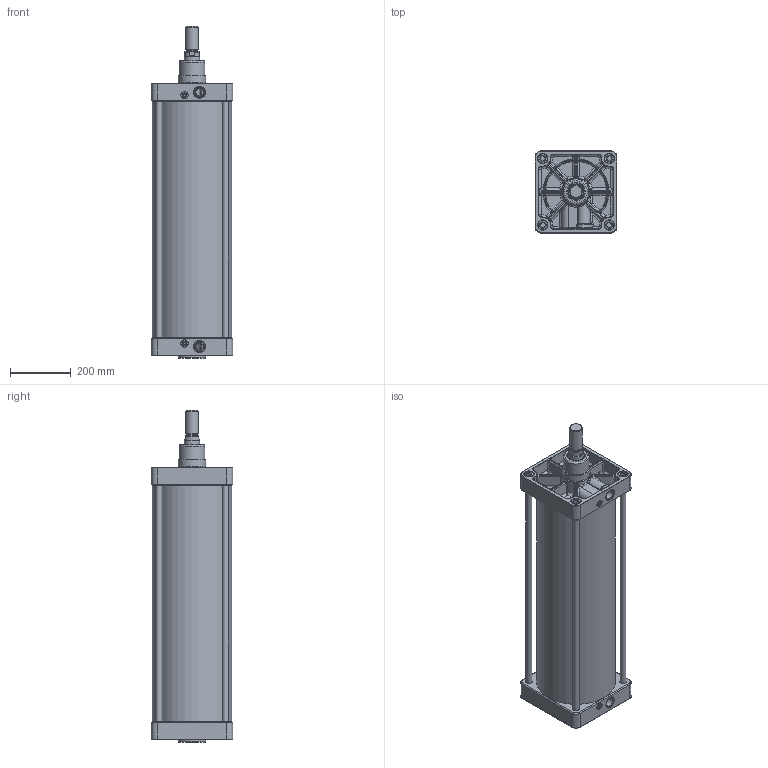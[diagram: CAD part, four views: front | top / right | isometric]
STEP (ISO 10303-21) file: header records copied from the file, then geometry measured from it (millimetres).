
FILE_DESCRIPTION((''),'2;1');
FILE_NAME('UDM250.700.GS.M.stp','2014-01-10T12:10:04',('carlo.corazza'),(''),'Autodesk Inventor 2012','Autodesk Inventor 2012','');
FILE_SCHEMA(('AUTOMOTIVE_DESIGN { 1 0 10303 214 1 1 1 1 }'));
Length unit declared in the file: millimetre
Products named in the file (6): UDM250..GS.M; CORPO-700; STELO-700; TA; TIRANTE-700; TP
Assembly tree (8 placements, depth 2):
  UDM250..GS.M
    CORPO-700
    STELO-700
    TA
    TIRANTE-700  x4
    TP
Bounding box: 270 x 270 x 1097 mm (x, y, z)
Volume: 11416906.4 mm3; surface area: 2353819.3 mm2
Topology: 8 solids, 21 shells, 1214 faces, 2795 edges, 1514 vertices
Faces by surface type: cylinder 349, bspline 291, plane 269, torus 152, cone 141, sphere 6, revolution 6
Full cylindrical faces by diameter (mm): 8 x2, 9 x2, 10 x2, 11 x2, 11.2 x2, 12 x2, 12.376 x2, 13.4 x4, 14 x2, 15.8 x4, 16 x6, 17.294 x8, 20 x4, 20.5 x8, 24 x2, 25 x2, 30 x1, 30.291 x2, 32 x16, 38.8 x1, 40 x2, 42 x1, 49 x1, 50 x1, 50.8 x1, 50.962 x1, 51 x2, 55 x1, 58 x1, 60 x5
Entity records: 45237 total; most frequent: CARTESIAN_POINT 19598, DIRECTION 5121, ORIENTED_EDGE 4722, EDGE_CURVE 2361, AXIS2_PLACEMENT_3D 2228, EDGE_LOOP 1490, VERTEX_POINT 1439, STYLED_ITEM 1204
